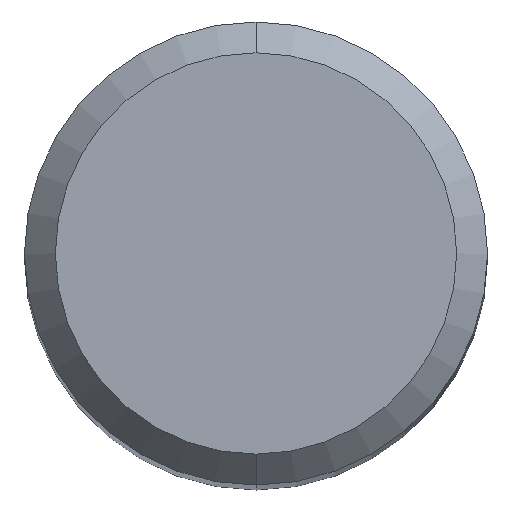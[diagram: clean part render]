
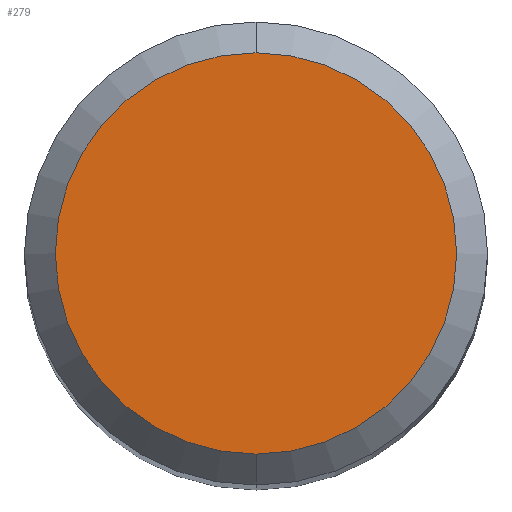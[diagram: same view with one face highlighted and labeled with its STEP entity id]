
A CAD part, top view. The second image highlights one B-rep face of the part: STEP entity #279.
In plain terms, the highlighted planar face has unit normal (0, 0, 1).
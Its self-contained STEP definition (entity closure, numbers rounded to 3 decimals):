
#183=VERTEX_POINT('',#475);
#247=VERTEX_POINT('',#545);
#279=ADVANCED_FACE('',(#582),#583,.T.);
#297=EDGE_CURVE('',#183,#247,#602,.T.);
#307=EDGE_CURVE('',#247,#183,#612,.T.);
#475=CARTESIAN_POINT('',(0.,-2.6,0.0));
#545=CARTESIAN_POINT('',(0.0,2.6,0.0));
#582=FACE_OUTER_BOUND('',#995,.T.);
#583=PLANE('',#996);
#602=CIRCLE('',#1049,2.6);
#612=CIRCLE('',#1069,2.6);
#995=EDGE_LOOP('',(#1533,#1534));
#996=AXIS2_PLACEMENT_3D('',#1535,#1536,#1537);
#1049=AXIS2_PLACEMENT_3D('',#1549,#1550,#1551);
#1069=AXIS2_PLACEMENT_3D('',#1556,#1557,#1558);
#1533=ORIENTED_EDGE('',*,*,#307,.F.);
#1534=ORIENTED_EDGE('',*,*,#297,.F.);
#1535=CARTESIAN_POINT('',(0.0,1.3,0.0));
#1536=DIRECTION('',(-0.0,0.0,1.0));
#1537=DIRECTION('',(0.0,-1.0,0.0));
#1549=CARTESIAN_POINT('',(0.0,0.0,0.0));
#1550=DIRECTION('',(0.0,0.0,-1.0));
#1551=DIRECTION('',(0.0,1.0,0.0));
#1556=CARTESIAN_POINT('',(0.0,0.0,0.0));
#1557=DIRECTION('',(0.0,0.0,-1.0));
#1558=DIRECTION('',(0.0,1.0,0.0));
